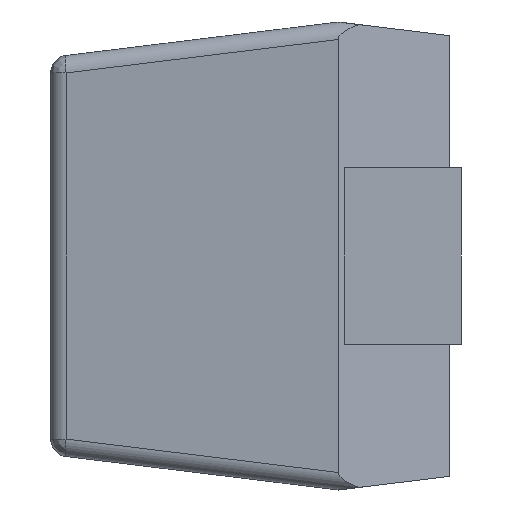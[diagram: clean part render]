
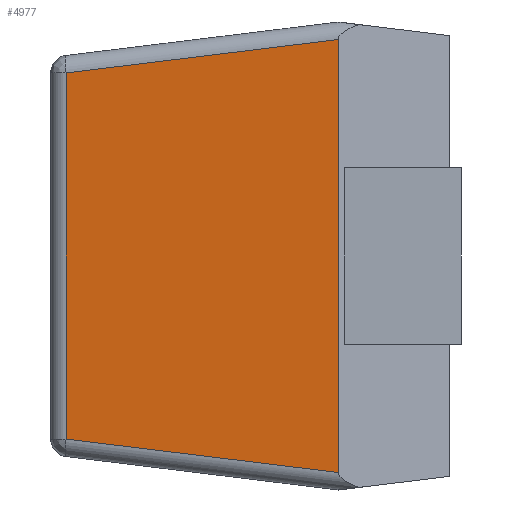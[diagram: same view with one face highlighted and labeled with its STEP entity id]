
A CAD part, left-side view. The second image highlights one B-rep face of the part: STEP entity #4977.
In plain terms, the highlighted planar face has unit normal (0.993, -0.122, 0).
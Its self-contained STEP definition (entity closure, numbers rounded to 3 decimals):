
#51 = CARTESIAN_POINT ( 'NONE',  ( -0.583, 0.339, 0.353 ) ) ;
#93 = CARTESIAN_POINT ( 'NONE',  ( -0.542, 0.674, 0.4 ) ) ;
#96 = DIRECTION ( 'NONE',  ( 0., 0., 1. ) ) ;
#354 = DIRECTION ( 'NONE',  ( -0.993, 0.122, 0. ) ) ;
#582 = DIRECTION ( 'NONE',  ( -0.121, -0.985, -0.121 ) ) ;
#655 = ORIENTED_EDGE ( 'NONE', *, *, #1685, .F. ) ;
#708 = LINE ( 'NONE', #93, #2900 ) ;
#810 = LINE ( 'NONE', #4827, #5081 ) ;
#831 = EDGE_LOOP ( 'NONE', ( #2893, #655, #1541, #3140 ) ) ;
#852 = VECTOR ( 'NONE', #582, 1000. ) ;
#1026 = CARTESIAN_POINT ( 'NONE',  ( -0.542, 0.674, -0.312 ) ) ;
#1158 = LINE ( 'NONE', #51, #2131 ) ;
#1159 = CARTESIAN_POINT ( 'NONE',  ( -0.599, 0.21, -0.369 ) ) ;
#1541 = ORIENTED_EDGE ( 'NONE', *, *, #4662, .T. ) ;
#1685 = EDGE_CURVE ( 'NONE', #3402, #2642, #708, .T. ) ;
#1936 = FACE_OUTER_BOUND ( 'NONE', #831, .T. ) ;
#2131 = VECTOR ( 'NONE', #2535, 1000. ) ;
#2535 = DIRECTION ( 'NONE',  ( -0.121, -0.985, 0.121 ) ) ;
#2632 = CARTESIAN_POINT ( 'NONE',  ( -0.542, 0.674, -0.312 ) ) ;
#2642 = VERTEX_POINT ( 'NONE', #1026 ) ;
#2737 = EDGE_CURVE ( 'NONE', #4132, #3523, #810, .T. ) ;
#2819 = CARTESIAN_POINT ( 'NONE',  ( -0.6, 0.2, 0.4 ) ) ;
#2893 = ORIENTED_EDGE ( 'NONE', *, *, #4283, .F. ) ;
#2900 = VECTOR ( 'NONE', #2989, 1000. ) ;
#2989 = DIRECTION ( 'NONE',  ( 0., 0., -1. ) ) ;
#3054 = LINE ( 'NONE', #2632, #852 ) ;
#3140 = ORIENTED_EDGE ( 'NONE', *, *, #2737, .F. ) ;
#3195 = PLANE ( 'NONE',  #3870 ) ;
#3234 = DIRECTION ( 'NONE',  ( -0.122, -0.993, 0. ) ) ;
#3402 = VERTEX_POINT ( 'NONE', #3470 ) ;
#3470 = CARTESIAN_POINT ( 'NONE',  ( -0.542, 0.674, 0.312 ) ) ;
#3523 = VERTEX_POINT ( 'NONE', #5155 ) ;
#3870 = AXIS2_PLACEMENT_3D ( 'NONE', #2819, #354, #3234 ) ;
#4132 = VERTEX_POINT ( 'NONE', #1159 ) ;
#4283 = EDGE_CURVE ( 'NONE', #2642, #4132, #3054, .T. ) ;
#4662 = EDGE_CURVE ( 'NONE', #3402, #3523, #1158, .T. ) ;
#4827 = CARTESIAN_POINT ( 'NONE',  ( -0.599, 0.21, 0.4 ) ) ;
#4977 = ADVANCED_FACE ( 'NONE', ( #1936 ), #3195, .F. ) ;
#5081 = VECTOR ( 'NONE', #96, 1000. ) ;
#5155 = CARTESIAN_POINT ( 'NONE',  ( -0.599, 0.21, 0.369 ) ) ;
